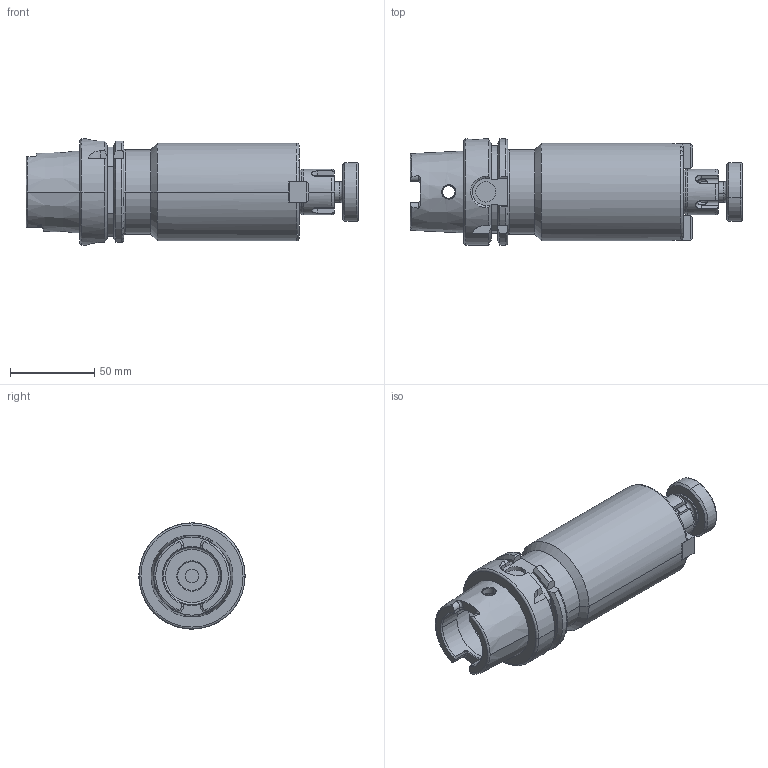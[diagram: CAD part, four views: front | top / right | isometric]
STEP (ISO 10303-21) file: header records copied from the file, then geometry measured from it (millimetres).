
FILE_DESCRIPTION (( 'STEP AP203' ), '1' );
FILE_NAME ('9163A-AS527130.STEP', '2017-09-01T09:26:45', ( '' ), ( '' ), 'SwSTEP 2.0', 'SolidWorks 2009', '' );
FILE_SCHEMA (( 'CONFIG_CONTROL_DESIGN' ));
Length unit declared in the file: millimetre
Products named in the file (7): HSKA63SMS27130TCWW; AS-M5X16_AS-M5X12; 9163A-AS527130; CCS-M12-27; CCS-M12-27-1; CCS-M12-27-2; KEY 12x14.5x12 - 27
Assembly tree (8 placements, depth 3):
  9163A-AS527130
    HSKA63SMS27130TCWW
    CCS-M12-27
      CCS-M12-27-2
      CCS-M12-27-1
    AS-M5X16_AS-M5X12  x2
    KEY 12x14.5x12 - 27  x2
Bounding box: 197 x 63 x 63 mm (x, y, z)
Volume: 357959.1 mm3; surface area: 56459.1 mm2
Topology: 7 solids, 7 shells, 382 faces, 937 edges, 570 vertices
Faces by surface type: plane 148, cylinder 105, cone 63, torus 44, bspline 14, sphere 8
Entity records: 12780 total; most frequent: CARTESIAN_POINT 4141, ORIENTED_EDGE 1658, DIRECTION 1634, EDGE_CURVE 829, AXIS2_PLACEMENT_3D 643, VERTEX_POINT 513, EDGE_LOOP 364, VECTOR 348
